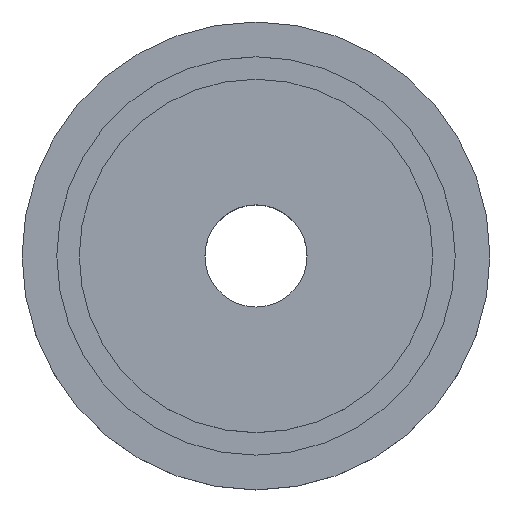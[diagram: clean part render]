
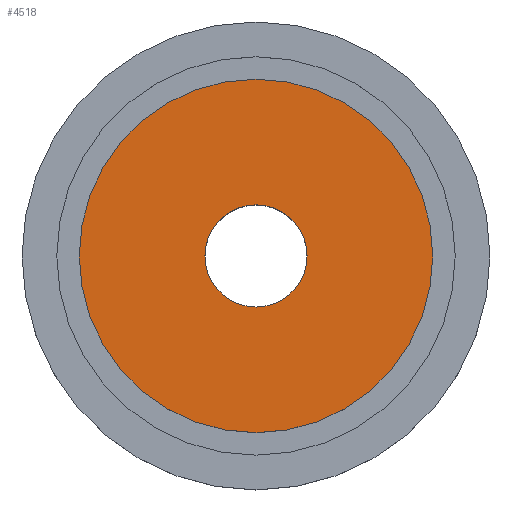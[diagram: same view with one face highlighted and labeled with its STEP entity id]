
A CAD part, top view. The second image highlights one B-rep face of the part: STEP entity #4518.
In plain terms, the highlighted planar face has unit normal (0, 0, 1).
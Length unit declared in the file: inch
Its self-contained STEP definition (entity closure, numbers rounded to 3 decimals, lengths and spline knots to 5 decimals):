
#9 = FACE_OUTER_BOUND ( 'NONE', #3356, .T. ) ;
#145 = AXIS2_PLACEMENT_3D ( 'NONE', #157, #4642, #4678 ) ;
#157 = CARTESIAN_POINT ( 'NONE',  ( 0., 0., 0.2682 ) ) ;
#276 = CARTESIAN_POINT ( 'NONE',  ( 0., 0.25, 0.2682 ) ) ;
#608 = DIRECTION ( 'NONE',  ( 1., 0., 0. ) ) ;
#616 = DIRECTION ( 'NONE',  ( 0., 0., -1. ) ) ;
#1211 = CARTESIAN_POINT ( 'NONE',  ( -0.865, 0., 0.2682 ) ) ;
#1471 = DIRECTION ( 'NONE',  ( 1., 0., 0. ) ) ;
#1533 = AXIS2_PLACEMENT_3D ( 'NONE', #6261, #6511, #1471 ) ;
#1650 = AXIS2_PLACEMENT_3D ( 'NONE', #2337, #616, #7265 ) ;
#1781 = CARTESIAN_POINT ( 'NONE',  ( 0., 0., 0.2682 ) ) ;
#2252 = CARTESIAN_POINT ( 'NONE',  ( 0., 0., 0.2682 ) ) ;
#2283 = DIRECTION ( 'NONE',  ( 0., 0., 1. ) ) ;
#2337 = CARTESIAN_POINT ( 'NONE',  ( 0., 0., 0.2682 ) ) ;
#2840 = VERTEX_POINT ( 'NONE', #6989 ) ;
#3040 = EDGE_CURVE ( 'NONE', #3487, #2840, #6727, .T. ) ;
#3255 = VERTEX_POINT ( 'NONE', #5007 ) ;
#3356 = EDGE_LOOP ( 'NONE', ( #5735, #3935 ) ) ;
#3424 = ORIENTED_EDGE ( 'NONE', *, *, #6419, .T. ) ;
#3487 = VERTEX_POINT ( 'NONE', #1211 ) ;
#3935 = ORIENTED_EDGE ( 'NONE', *, *, #3040, .T. ) ;
#4430 = PLANE ( 'NONE',  #6613 ) ;
#4439 = VERTEX_POINT ( 'NONE', #276 ) ;
#4465 = AXIS2_PLACEMENT_3D ( 'NONE', #1781, #5647, #608 ) ;
#4518 = ADVANCED_FACE ( 'NONE', ( #5050, #9 ), #4430, .T. ) ;
#4642 = DIRECTION ( 'NONE',  ( 0., 0., 1. ) ) ;
#4678 = DIRECTION ( 'NONE',  ( 1., 0., 0. ) ) ;
#4994 = ORIENTED_EDGE ( 'NONE', *, *, #5783, .T. ) ;
#5007 = CARTESIAN_POINT ( 'NONE',  ( 0., -0.25, 0.2682 ) ) ;
#5050 = FACE_BOUND ( 'NONE', #6139, .T. ) ;
#5647 = DIRECTION ( 'NONE',  ( 0., 0., -1. ) ) ;
#5735 = ORIENTED_EDGE ( 'NONE', *, *, #6896, .T. ) ;
#5783 = EDGE_CURVE ( 'NONE', #3255, #4439, #6695, .T. ) ;
#6139 = EDGE_LOOP ( 'NONE', ( #3424, #4994 ) ) ;
#6228 = CIRCLE ( 'NONE', #4465, 0.25 ) ;
#6261 = CARTESIAN_POINT ( 'NONE',  ( 0., 0., 0.2682 ) ) ;
#6344 = CIRCLE ( 'NONE', #1533, 0.865 ) ;
#6419 = EDGE_CURVE ( 'NONE', #4439, #3255, #6228, .T. ) ;
#6511 = DIRECTION ( 'NONE',  ( 0., 0., 1. ) ) ;
#6613 = AXIS2_PLACEMENT_3D ( 'NONE', #2252, #2283, #6634 ) ;
#6634 = DIRECTION ( 'NONE',  ( 1., 0., 0. ) ) ;
#6695 = CIRCLE ( 'NONE', #1650, 0.25 ) ;
#6727 = CIRCLE ( 'NONE', #145, 0.865 ) ;
#6896 = EDGE_CURVE ( 'NONE', #2840, #3487, #6344, .T. ) ;
#6989 = CARTESIAN_POINT ( 'NONE',  ( 0.865, 0., 0.2682 ) ) ;
#7265 = DIRECTION ( 'NONE',  ( 1., 0., 0. ) ) ;
